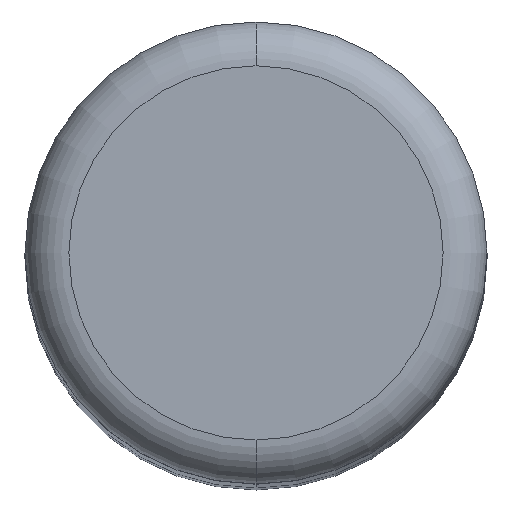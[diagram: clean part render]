
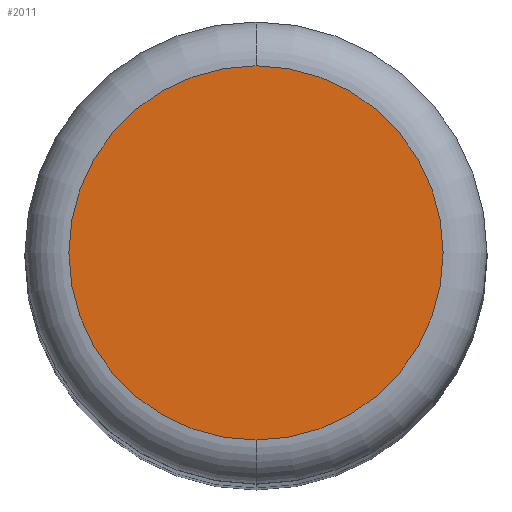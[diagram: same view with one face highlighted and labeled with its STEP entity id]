
A CAD part, top view. The second image highlights one B-rep face of the part: STEP entity #2011.
In plain terms, the highlighted planar face has unit normal (0, 0, 1).
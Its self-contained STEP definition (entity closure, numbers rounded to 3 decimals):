
#16 = DIRECTION ( 'NONE',  ( 0., 1., 0. ) ) ;
#257 = EDGE_LOOP ( 'NONE', ( #3394, #3499 ) ) ;
#288 = EDGE_CURVE ( 'NONE', #2974, #3175, #3375, .T. ) ;
#496 = CARTESIAN_POINT ( 'NONE',  ( 0., 4.05, 84. ) ) ;
#679 = EDGE_CURVE ( 'NONE', #3175, #2974, #2650, .T. ) ;
#1460 = DIRECTION ( 'NONE',  ( 0., 0., 1. ) ) ;
#1924 = AXIS2_PLACEMENT_3D ( 'NONE', #3165, #1460, #2560 ) ;
#1968 = CARTESIAN_POINT ( 'NONE',  ( 0., -4.05, 84. ) ) ;
#2011 = ADVANCED_FACE ( 'NONE', ( #2055 ), #2214, .T. ) ;
#2055 = FACE_OUTER_BOUND ( 'NONE', #257, .T. ) ;
#2214 = PLANE ( 'NONE',  #1924 ) ;
#2430 = DIRECTION ( 'NONE',  ( 0., 1., 0. ) ) ;
#2521 = DIRECTION ( 'NONE',  ( 0., 0., -1. ) ) ;
#2560 = DIRECTION ( 'NONE',  ( 0., -1., 0. ) ) ;
#2650 = CIRCLE ( 'NONE', #4001, 4.05 ) ;
#2974 = VERTEX_POINT ( 'NONE', #1968 ) ;
#2983 = DIRECTION ( 'NONE',  ( 0., 0., -1. ) ) ;
#3165 = CARTESIAN_POINT ( 'NONE',  ( 0., 0., 84. ) ) ;
#3175 = VERTEX_POINT ( 'NONE', #496 ) ;
#3317 = CARTESIAN_POINT ( 'NONE',  ( 0., 0., 84. ) ) ;
#3375 = CIRCLE ( 'NONE', #3527, 4.05 ) ;
#3394 = ORIENTED_EDGE ( 'NONE', *, *, #679, .F. ) ;
#3499 = ORIENTED_EDGE ( 'NONE', *, *, #288, .F. ) ;
#3527 = AXIS2_PLACEMENT_3D ( 'NONE', #3945, #2983, #2430 ) ;
#3945 = CARTESIAN_POINT ( 'NONE',  ( 0., 0., 84. ) ) ;
#4001 = AXIS2_PLACEMENT_3D ( 'NONE', #3317, #2521, #16 ) ;
